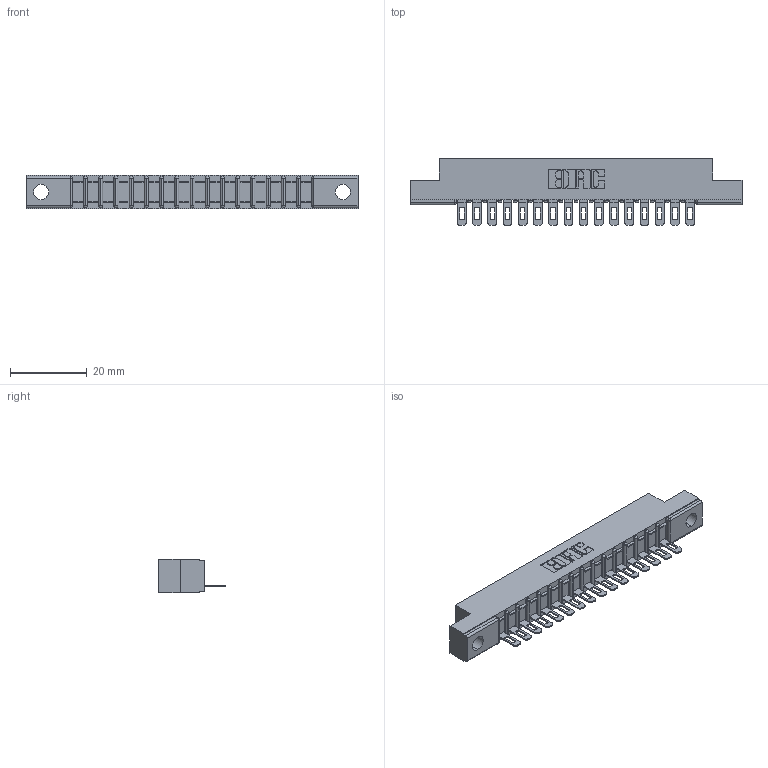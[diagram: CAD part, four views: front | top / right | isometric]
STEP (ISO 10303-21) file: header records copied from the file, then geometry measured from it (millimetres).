
FILE_DESCRIPTION (( 'STEP AP203' ), '1' );
FILE_NAME ('357-016-501-104.STEP', '2019-09-16T20:33:31', ( '' ), ( '' ), 'SwSTEP 2.0', 'SolidWorks 2016', '' );
FILE_SCHEMA (( 'CONFIG_CONTROL_DESIGN' ));
Length unit declared in the file: inch
Products named in the file (3): 307 Part_.156 Dia Mounting Holes; 357-016-501-104; 307-290-002_501
Assembly tree (17 placements, depth 2):
  357-016-501-104
    307 Part_.156 Dia Mounting Holes
    307-290-002_501  x16
Bounding box: 86.41 x 17.42 x 8.71 mm (x, y, z)
Volume: 5609.5 mm3; surface area: 9867.6 mm2
Topology: 17 solids, 17 shells, 1365 faces, 4167 edges, 2730 vertices
Faces by surface type: plane 788, cylinder 543, sphere 34
Entity records: 18134 total; most frequent: CARTESIAN_POINT 3058, ORIENTED_EDGE 3046, DIRECTION 2979, EDGE_CURVE 1523, VECTOR 1157, LINE 1157, VERTEX_POINT 990, AXIS2_PLACEMENT_3D 911
